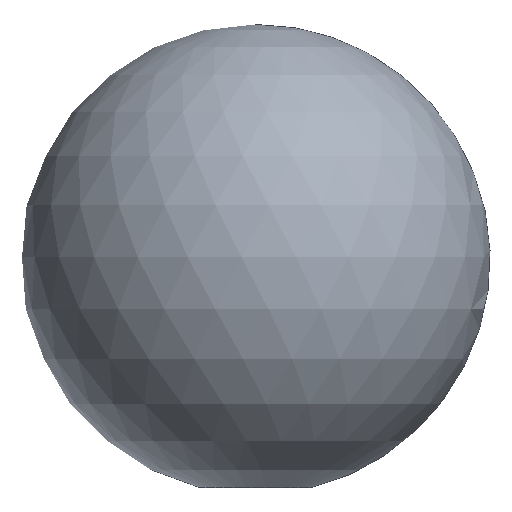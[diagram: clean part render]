
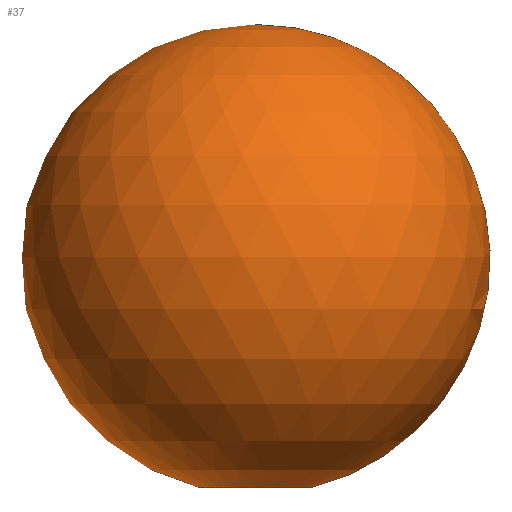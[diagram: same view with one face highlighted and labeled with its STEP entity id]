
A CAD part, front view. The second image highlights one B-rep face of the part: STEP entity #37.
In plain terms, the highlighted spherical face has radius 12.5 mm.
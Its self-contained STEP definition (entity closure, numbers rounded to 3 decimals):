
#37 = ADVANCED_FACE( '', ( #72 ), #73, .T. );
#72 = FACE_OUTER_BOUND( '', #98, .T. );
#73 = SPHERICAL_SURFACE( '', #99, 12.5 );
#98 = EDGE_LOOP( '', ( #126 ) );
#99 = AXIS2_PLACEMENT_3D( '', #127, #128, #129 );
#126 = ORIENTED_EDGE( '', *, *, #135, .T. );
#127 = CARTESIAN_POINT( '', ( 0., 0., 12.5 ) );
#128 = DIRECTION( '', ( 0., 0., 1. ) );
#129 = DIRECTION( '', ( 1., 0., 0. ) );
#135 = EDGE_CURVE( '', #148, #148, #149, .T. );
#148 = VERTEX_POINT( '', #161 );
#149 = CIRCLE( '', #162, 2.965 );
#161 = CARTESIAN_POINT( '', ( 2.965, 0., 0.357 ) );
#162 = AXIS2_PLACEMENT_3D( '', #175, #176, #177 );
#175 = CARTESIAN_POINT( '', ( 0., 0., 0.357 ) );
#176 = DIRECTION( '', ( 0., 0., 1. ) );
#177 = DIRECTION( '', ( 1., 0., 0. ) );
